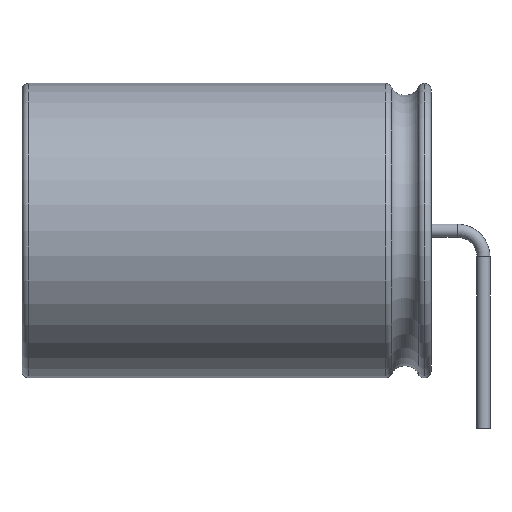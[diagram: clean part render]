
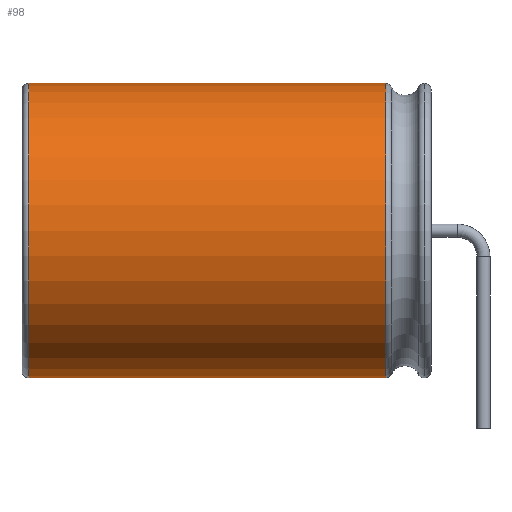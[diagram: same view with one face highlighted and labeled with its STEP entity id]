
A CAD part, left-side view. The second image highlights one B-rep face of the part: STEP entity #98.
In plain terms, the highlighted cylindrical face has radius 9 mm (diameter 18 mm), a partial arc.
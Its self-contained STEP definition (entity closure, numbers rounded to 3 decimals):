
#98=ADVANCED_FACE('',(#979),#981,.T.);
#979=FACE_BOUND('',#980,.T.);
#980=EDGE_LOOP('',(#1699,#1700,#1701,#1702,#1703,#1704,#1705,#1706,#1707,#1708,#1709,
#1710,#1711,#1712,#1713,#1714,#1715,#1716,#1717,#1718));
#981=CYLINDRICAL_SURFACE('',#982,9.);
#982=AXIS2_PLACEMENT_3D('',#983,#984,#985);
#983=CARTESIAN_POINT('',(0.,5.983,9.1));
#984=DIRECTION('',(0.,1.,0.));
#985=DIRECTION('',(1.,0.,0.));
#1699=ORIENTED_EDGE('',*,*,#2225,.T.);
#1700=ORIENTED_EDGE('',*,*,#2226,.T.);
#1701=ORIENTED_EDGE('',*,*,#2213,.F.);
#1702=ORIENTED_EDGE('',*,*,#2227,.T.);
#1703=ORIENTED_EDGE('',*,*,#2228,.T.);
#1704=ORIENTED_EDGE('',*,*,#2229,.T.);
#1705=ORIENTED_EDGE('',*,*,#2230,.F.);
#1706=ORIENTED_EDGE('',*,*,#2231,.T.);
#1707=ORIENTED_EDGE('',*,*,#2232,.F.);
#1708=ORIENTED_EDGE('',*,*,#2233,.T.);
#1709=ORIENTED_EDGE('',*,*,#2234,.T.);
#1710=ORIENTED_EDGE('',*,*,#2235,.T.);
#1711=ORIENTED_EDGE('',*,*,#2215,.F.);
#1712=ORIENTED_EDGE('',*,*,#2236,.T.);
#1713=ORIENTED_EDGE('',*,*,#2237,.T.);
#1714=ORIENTED_EDGE('',*,*,#2238,.T.);
#1715=ORIENTED_EDGE('',*,*,#2224,.F.);
#1716=ORIENTED_EDGE('',*,*,#2239,.F.);
#1717=ORIENTED_EDGE('',*,*,#2204,.F.);
#1718=ORIENTED_EDGE('',*,*,#2240,.T.);
#2204=EDGE_CURVE('',#2480,#2482,#2483,.T.);
#2213=EDGE_CURVE('',#2497,#2492,#2499,.T.);
#2215=EDGE_CURVE('',#2501,#2503,#2504,.F.);
#2224=EDGE_CURVE('',#2518,#2508,#2520,.F.);
#2225=EDGE_CURVE('',#2521,#2522,#2523,.F.);
#2226=EDGE_CURVE('',#2522,#2492,#2524,.F.);
#2227=EDGE_CURVE('',#2497,#2525,#2526,.T.);
#2228=EDGE_CURVE('',#2525,#2527,#2528,.F.);
#2229=EDGE_CURVE('',#2527,#2529,#2530,.F.);
#2230=EDGE_CURVE('',#2531,#2529,#2532,.T.);
#2231=EDGE_CURVE('',#2531,#2533,#2534,.T.);
#2232=EDGE_CURVE('',#2535,#2533,#2536,.F.);
#2233=EDGE_CURVE('',#2535,#2537,#2538,.F.);
#2234=EDGE_CURVE('',#2537,#2539,#2540,.T.);
#2235=EDGE_CURVE('',#2539,#2503,#2541,.T.);
#2236=EDGE_CURVE('',#2501,#2542,#2543,.F.);
#2237=EDGE_CURVE('',#2542,#2544,#2545,.T.);
#2238=EDGE_CURVE('',#2544,#2508,#2546,.T.);
#2239=EDGE_CURVE('',#2482,#2518,#2547,.T.);
#2240=EDGE_CURVE('',#2480,#2521,#2548,.T.);
#2480=VERTEX_POINT('',#2975);
#2482=VERTEX_POINT('',#2979);
#2483=LINE('',#2980,#2981);
#2492=VERTEX_POINT('',#3002);
#2497=VERTEX_POINT('',#3011);
#2499=LINE('',#3015,#3016);
#2501=VERTEX_POINT('',#3019);
#2503=VERTEX_POINT('',#3023);
#2504=LINE('',#3024,#3025);
#2508=VERTEX_POINT('',#3034);
#2518=VERTEX_POINT('',#3054);
#2520=LINE('',#3059,#3060);
#2521=VERTEX_POINT('',#3062);
#2522=VERTEX_POINT('',#3063);
#2523=LINE('',#3064,#3065);
#2524=(BOUNDED_CURVE()B_SPLINE_CURVE(3,
(#3067,#3068,#3069,#3070),
.UNSPECIFIED.,.F.,.F.)B_SPLINE_CURVE_WITH_KNOTS((4,4),
(0.,1.),
.UNSPECIFIED.)CURVE()GEOMETRIC_REPRESENTATION_ITEM()RATIONAL_B_SPLINE_CURVE((1.,
1.,1.,1.))REPRESENTATION_ITEM(''));
#2525=VERTEX_POINT('',#3071);
#2526=(BOUNDED_CURVE()B_SPLINE_CURVE(3,
(#3072,#3073,#3074,#3075),
.UNSPECIFIED.,.F.,.F.)B_SPLINE_CURVE_WITH_KNOTS((4,4),
(0.,1.),
.UNSPECIFIED.)CURVE()GEOMETRIC_REPRESENTATION_ITEM()RATIONAL_B_SPLINE_CURVE((1.,
1.,1.,1.))REPRESENTATION_ITEM(''));
#2527=VERTEX_POINT('',#3076);
#2528=LINE('',#3077,#3078);
#2529=VERTEX_POINT('',#3080);
#2530=(BOUNDED_CURVE()B_SPLINE_CURVE(3,
(#3081,#3082,#3083,#3084),
.UNSPECIFIED.,.F.,.F.)B_SPLINE_CURVE_WITH_KNOTS((4,4),
(0.,1.),
.UNSPECIFIED.)CURVE()GEOMETRIC_REPRESENTATION_ITEM()RATIONAL_B_SPLINE_CURVE((1.,
1.,1.,1.))REPRESENTATION_ITEM(''));
#2531=VERTEX_POINT('',#3085);
#2532=LINE('',#3086,#3087);
#2533=VERTEX_POINT('',#3089);
#2534=CIRCLE('',#3090,9.);
#2535=VERTEX_POINT('',#3094);
#2536=LINE('',#3095,#3096);
#2537=VERTEX_POINT('',#3098);
#2538=(BOUNDED_CURVE()B_SPLINE_CURVE(3,
(#3099,#3100,#3101,#3102),
.UNSPECIFIED.,.F.,.F.)B_SPLINE_CURVE_WITH_KNOTS((4,4),
(0.,1.),
.UNSPECIFIED.)CURVE()GEOMETRIC_REPRESENTATION_ITEM()RATIONAL_B_SPLINE_CURVE((1.,
1.,1.,1.))REPRESENTATION_ITEM(''));
#2539=VERTEX_POINT('',#3103);
#2540=LINE('',#3104,#3105);
#2541=(BOUNDED_CURVE()B_SPLINE_CURVE(3,
(#3107,#3108,#3109,#3110),
.UNSPECIFIED.,.F.,.F.)B_SPLINE_CURVE_WITH_KNOTS((4,4),
(0.,1.),
.UNSPECIFIED.)CURVE()GEOMETRIC_REPRESENTATION_ITEM()RATIONAL_B_SPLINE_CURVE((1.,
1.,1.,1.))REPRESENTATION_ITEM(''));
#2542=VERTEX_POINT('',#3111);
#2543=(BOUNDED_CURVE()B_SPLINE_CURVE(3,
(#3112,#3113,#3114,#3115),
.UNSPECIFIED.,.F.,.F.)B_SPLINE_CURVE_WITH_KNOTS((4,4),
(0.,1.),
.UNSPECIFIED.)CURVE()GEOMETRIC_REPRESENTATION_ITEM()RATIONAL_B_SPLINE_CURVE((1.,
1.,1.,1.))REPRESENTATION_ITEM(''));
#2544=VERTEX_POINT('',#3116);
#2545=LINE('',#3117,#3118);
#2546=(BOUNDED_CURVE()B_SPLINE_CURVE(3,
(#3120,#3121,#3122,#3123),
.UNSPECIFIED.,.F.,.F.)B_SPLINE_CURVE_WITH_KNOTS((4,4),
(0.,1.),
.UNSPECIFIED.)CURVE()GEOMETRIC_REPRESENTATION_ITEM()RATIONAL_B_SPLINE_CURVE((1.,
1.,1.,1.))REPRESENTATION_ITEM(''));
#2547=CIRCLE('',#3124,9.);
#2548=(BOUNDED_CURVE()B_SPLINE_CURVE(3,
(#3128,#3129,#3130,#3131),
.UNSPECIFIED.,.F.,.F.)B_SPLINE_CURVE_WITH_KNOTS((4,4),
(0.,1.),
.UNSPECIFIED.)CURVE()GEOMETRIC_REPRESENTATION_ITEM()RATIONAL_B_SPLINE_CURVE((1.,
1.,1.,1.))REPRESENTATION_ITEM(''));
#2975=CARTESIAN_POINT('',(8.457,21.855,6.022));
#2979=CARTESIAN_POINT('',(8.457,27.8,6.022));
#2980=CARTESIAN_POINT('',(8.457,21.855,6.022));
#2981=VECTOR('',#2982,1.);
#2982=DIRECTION('',(0.,1.,0.));
#3002=CARTESIAN_POINT('',(8.457,21.495,6.022));
#3011=CARTESIAN_POINT('',(8.457,9.855,6.022));
#3015=CARTESIAN_POINT('',(8.457,9.855,6.022));
#3016=VECTOR('',#3017,1.);
#3017=DIRECTION('',(0.,1.,0.));
#3019=CARTESIAN_POINT('',(8.457,21.495,12.178));
#3023=CARTESIAN_POINT('',(8.457,9.855,12.178));
#3024=CARTESIAN_POINT('',(8.457,9.855,12.178));
#3025=VECTOR('',#3026,1.);
#3026=DIRECTION('',(0.,1.,0.));
#3034=CARTESIAN_POINT('',(8.457,21.855,12.178));
#3054=CARTESIAN_POINT('',(8.457,27.8,12.178));
#3059=CARTESIAN_POINT('',(8.457,21.855,12.178));
#3060=VECTOR('',#3061,1.);
#3061=DIRECTION('',(0.,1.,0.));
#3062=CARTESIAN_POINT('',(8.457,21.856,6.021));
#3063=CARTESIAN_POINT('',(8.457,21.496,6.021));
#3064=CARTESIAN_POINT('',(8.457,21.496,6.021));
#3065=VECTOR('',#3066,1.);
#3066=DIRECTION('',(0.,1.,0.));
#3067=CARTESIAN_POINT('',(8.457,21.495,6.022));
#3068=CARTESIAN_POINT('',(8.457,21.495,6.022));
#3069=CARTESIAN_POINT('',(8.457,21.496,6.022));
#3070=CARTESIAN_POINT('',(8.457,21.496,6.021));
#3071=CARTESIAN_POINT('',(8.457,9.856,6.021));
#3072=CARTESIAN_POINT('',(8.457,9.855,6.022));
#3073=CARTESIAN_POINT('',(8.457,9.855,6.022));
#3074=CARTESIAN_POINT('',(8.457,9.856,6.022));
#3075=CARTESIAN_POINT('',(8.457,9.856,6.021));
#3076=CARTESIAN_POINT('',(8.457,9.496,6.021));
#3077=CARTESIAN_POINT('',(8.457,9.496,6.021));
#3078=VECTOR('',#3079,1.);
#3079=DIRECTION('',(0.,1.,0.));
#3080=CARTESIAN_POINT('',(8.457,9.495,6.022));
#3081=CARTESIAN_POINT('',(8.457,9.495,6.022));
#3082=CARTESIAN_POINT('',(8.457,9.495,6.022));
#3083=CARTESIAN_POINT('',(8.457,9.496,6.022));
#3084=CARTESIAN_POINT('',(8.457,9.496,6.021));
#3085=CARTESIAN_POINT('',(8.457,5.983,6.022));
#3086=CARTESIAN_POINT('',(8.457,5.983,6.022));
#3087=VECTOR('',#3088,1.);
#3088=DIRECTION('',(0.,1.,0.));
#3089=CARTESIAN_POINT('',(8.457,5.983,12.178));
#3090=AXIS2_PLACEMENT_3D('',#3091,#3092,#3093);
#3091=CARTESIAN_POINT('',(0.,5.983,9.1));
#3092=DIRECTION('',(-0.,1.,0.));
#3093=DIRECTION('',(0.94,0.,-0.342));
#3094=CARTESIAN_POINT('',(8.457,9.495,12.178));
#3095=CARTESIAN_POINT('',(8.457,5.983,12.178));
#3096=VECTOR('',#3097,1.);
#3097=DIRECTION('',(0.,1.,0.));
#3098=CARTESIAN_POINT('',(8.457,9.496,12.179));
#3099=CARTESIAN_POINT('',(8.457,9.496,12.179));
#3100=CARTESIAN_POINT('',(8.457,9.496,12.178));
#3101=CARTESIAN_POINT('',(8.457,9.495,12.178));
#3102=CARTESIAN_POINT('',(8.457,9.495,12.178));
#3103=CARTESIAN_POINT('',(8.457,9.856,12.179));
#3104=CARTESIAN_POINT('',(8.457,9.496,12.179));
#3105=VECTOR('',#3106,1.);
#3106=DIRECTION('',(0.,1.,0.));
#3107=CARTESIAN_POINT('',(8.457,9.856,12.179));
#3108=CARTESIAN_POINT('',(8.457,9.856,12.178));
#3109=CARTESIAN_POINT('',(8.457,9.855,12.178));
#3110=CARTESIAN_POINT('',(8.457,9.855,12.178));
#3111=CARTESIAN_POINT('',(8.457,21.496,12.179));
#3112=CARTESIAN_POINT('',(8.457,21.496,12.179));
#3113=CARTESIAN_POINT('',(8.457,21.496,12.178));
#3114=CARTESIAN_POINT('',(8.457,21.495,12.178));
#3115=CARTESIAN_POINT('',(8.457,21.495,12.178));
#3116=CARTESIAN_POINT('',(8.457,21.856,12.179));
#3117=CARTESIAN_POINT('',(8.457,21.496,12.179));
#3118=VECTOR('',#3119,1.);
#3119=DIRECTION('',(0.,1.,0.));
#3120=CARTESIAN_POINT('',(8.457,21.856,12.179));
#3121=CARTESIAN_POINT('',(8.457,21.856,12.178));
#3122=CARTESIAN_POINT('',(8.457,21.855,12.178));
#3123=CARTESIAN_POINT('',(8.457,21.855,12.178));
#3124=AXIS2_PLACEMENT_3D('',#3125,#3126,#3127);
#3125=CARTESIAN_POINT('',(0.,27.8,9.1));
#3126=DIRECTION('',(-0.,1.,0.));
#3127=DIRECTION('',(0.94,0.,-0.342));
#3128=CARTESIAN_POINT('',(8.457,21.855,6.022));
#3129=CARTESIAN_POINT('',(8.457,21.855,6.022));
#3130=CARTESIAN_POINT('',(8.457,21.856,6.022));
#3131=CARTESIAN_POINT('',(8.457,21.856,6.021));
